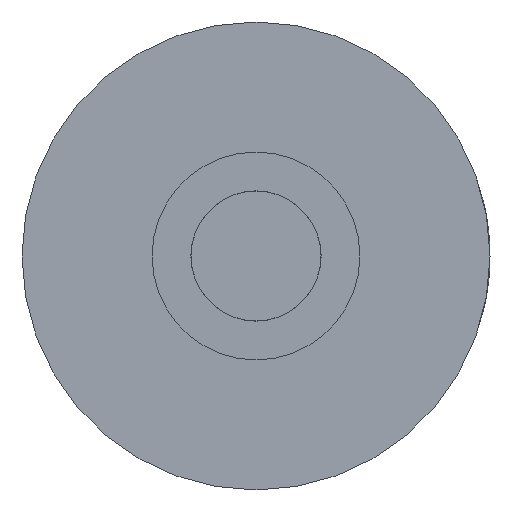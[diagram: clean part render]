
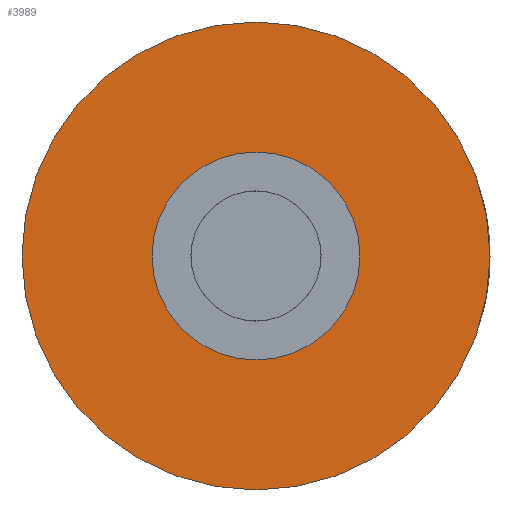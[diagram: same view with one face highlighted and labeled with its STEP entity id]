
A CAD part, front view. The second image highlights one B-rep face of the part: STEP entity #3989.
In plain terms, the highlighted face is planar.
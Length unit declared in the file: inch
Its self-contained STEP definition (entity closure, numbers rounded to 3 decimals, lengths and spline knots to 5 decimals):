
#90 = CARTESIAN_POINT ( 'NONE',  ( 0., 0., 1.5 ) ) ;
#99 = CIRCLE ( 'NONE', #3612, 0.5 ) ;
#134 = PLANE ( 'NONE',  #2434 ) ;
#178 = EDGE_LOOP ( 'NONE', ( #3813, #1762 ) ) ;
#214 = AXIS2_PLACEMENT_3D ( 'NONE', #90, #1138, #1661 ) ;
#297 = FACE_BOUND ( 'NONE', #178, .T. ) ;
#344 = EDGE_CURVE ( 'NONE', #3019, #1330, #2078, .T. ) ;
#425 = CARTESIAN_POINT ( 'NONE',  ( 0.5, 0., 1.5 ) ) ;
#497 = DIRECTION ( 'NONE',  ( 1., 0., 0. ) ) ;
#570 = CARTESIAN_POINT ( 'NONE',  ( 0., 0., 1.5 ) ) ;
#573 = DIRECTION ( 'NONE',  ( 1., 0., 0. ) ) ;
#644 = ORIENTED_EDGE ( 'NONE', *, *, #922, .T. ) ;
#922 = EDGE_CURVE ( 'NONE', #1330, #3019, #1580, .T. ) ;
#923 = DIRECTION ( 'NONE',  ( 0., 0., 1. ) ) ;
#927 = AXIS2_PLACEMENT_3D ( 'NONE', #1371, #923, #573 ) ;
#1138 = DIRECTION ( 'NONE',  ( 0., 0., 1. ) ) ;
#1196 = ORIENTED_EDGE ( 'NONE', *, *, #344, .T. ) ;
#1330 = VERTEX_POINT ( 'NONE', #3578 ) ;
#1371 = CARTESIAN_POINT ( 'NONE',  ( 0., 0., 1.5 ) ) ;
#1494 = CARTESIAN_POINT ( 'NONE',  ( 0.5, 0., 1.5 ) ) ;
#1576 = VERTEX_POINT ( 'NONE', #1494 ) ;
#1580 = CIRCLE ( 'NONE', #927, 1.1261 ) ;
#1661 = DIRECTION ( 'NONE',  ( 1., 0., 0. ) ) ;
#1728 = FACE_OUTER_BOUND ( 'NONE', #3231, .T. ) ;
#1762 = ORIENTED_EDGE ( 'NONE', *, *, #1887, .F. ) ;
#1887 = EDGE_CURVE ( 'NONE', #2318, #1576, #99, .T. ) ;
#1961 = DIRECTION ( 'NONE',  ( 0., 0., 1. ) ) ;
#2059 = DIRECTION ( 'NONE',  ( 1., 0., 0. ) ) ;
#2078 = CIRCLE ( 'NONE', #214, 1.1261 ) ;
#2158 = CARTESIAN_POINT ( 'NONE',  ( 1.1261, 0., 1.5 ) ) ;
#2318 = VERTEX_POINT ( 'NONE', #3504 ) ;
#2434 = AXIS2_PLACEMENT_3D ( 'NONE', #425, #2539, #2904 ) ;
#2539 = DIRECTION ( 'NONE',  ( 0., 0., 1. ) ) ;
#2684 = AXIS2_PLACEMENT_3D ( 'NONE', #570, #3820, #497 ) ;
#2904 = DIRECTION ( 'NONE',  ( 1., 0., 0. ) ) ;
#3019 = VERTEX_POINT ( 'NONE', #2158 ) ;
#3231 = EDGE_LOOP ( 'NONE', ( #1196, #644 ) ) ;
#3345 = CIRCLE ( 'NONE', #2684, 0.5 ) ;
#3504 = CARTESIAN_POINT ( 'NONE',  ( -0.5, 0., 1.5 ) ) ;
#3505 = EDGE_CURVE ( 'NONE', #1576, #2318, #3345, .T. ) ;
#3562 = CARTESIAN_POINT ( 'NONE',  ( 0., 0., 1.5 ) ) ;
#3578 = CARTESIAN_POINT ( 'NONE',  ( -1.1261, 0., 1.5 ) ) ;
#3612 = AXIS2_PLACEMENT_3D ( 'NONE', #3562, #1961, #2059 ) ;
#3813 = ORIENTED_EDGE ( 'NONE', *, *, #3505, .F. ) ;
#3820 = DIRECTION ( 'NONE',  ( 0., 0., 1. ) ) ;
#3989 = ADVANCED_FACE ( 'NONE', ( #1728, #297 ), #134, .T. ) ;
